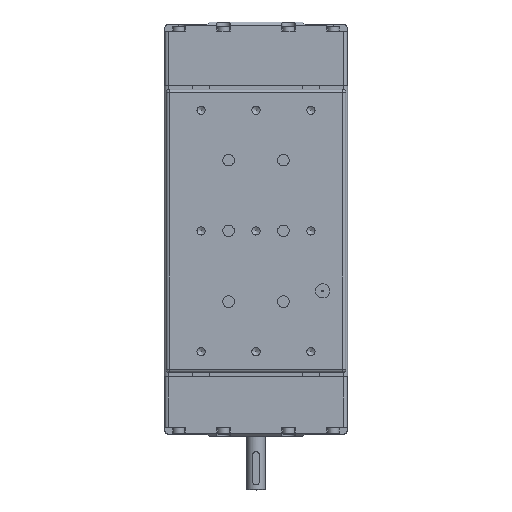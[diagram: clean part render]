
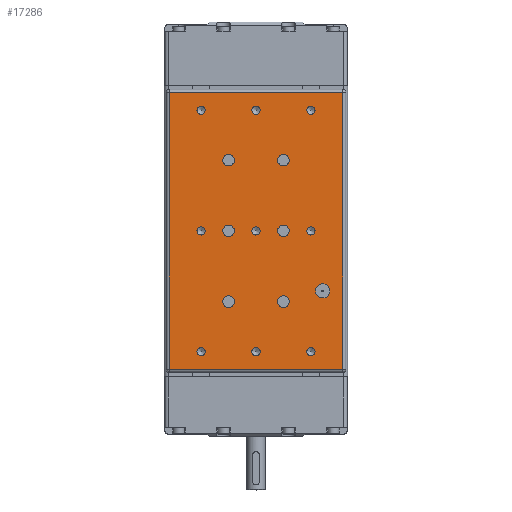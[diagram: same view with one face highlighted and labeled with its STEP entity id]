
A CAD part, top view. The second image highlights one B-rep face of the part: STEP entity #17286.
In plain terms, the highlighted face is planar.
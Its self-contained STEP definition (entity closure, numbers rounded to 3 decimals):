
#15793=CARTESIAN_POINT('',(-35.75,40.5,51.5));
#15794=VERTEX_POINT('',#15793);
#15795=CARTESIAN_POINT('',(-40.,40.5,51.5));
#15796=DIRECTION('',(0.0,-1.0,0.0));
#15797=DIRECTION('',(-1.0,0.0,0.0));
#15798=AXIS2_PLACEMENT_3D('',#15795,#15796,#15797);
#15799=CIRCLE('',#15798,4.25);
#15800=EDGE_CURVE('',#15794,#15794,#15799,.T.);
#16277=CARTESIAN_POINT('',(20.,40.5,130.));
#16278=VERTEX_POINT('',#16277);
#16279=CARTESIAN_POINT('',(16.5,40.5,130.));
#16280=DIRECTION('',(0.0,-1.0,0.0));
#16281=DIRECTION('',(-1.0,0.0,0.0));
#16282=AXIS2_PLACEMENT_3D('',#16279,#16280,#16281);
#16283=CIRCLE('',#16282,3.5);
#16284=EDGE_CURVE('',#16278,#16278,#16283,.T.);
#16314=CARTESIAN_POINT('',(-13.,40.5,130.));
#16315=VERTEX_POINT('',#16314);
#16316=CARTESIAN_POINT('',(-16.5,40.5,130.));
#16317=DIRECTION('',(0.0,-1.0,0.0));
#16318=DIRECTION('',(-1.0,0.0,0.0));
#16319=AXIS2_PLACEMENT_3D('',#16316,#16317,#16318);
#16320=CIRCLE('',#16319,3.5);
#16321=EDGE_CURVE('',#16315,#16315,#16320,.T.);
#16351=CARTESIAN_POINT('',(20.,40.5,87.5));
#16352=VERTEX_POINT('',#16351);
#16353=CARTESIAN_POINT('',(16.5,40.5,87.5));
#16354=DIRECTION('',(0.0,-1.0,0.0));
#16355=DIRECTION('',(-1.0,0.0,0.0));
#16356=AXIS2_PLACEMENT_3D('',#16353,#16354,#16355);
#16357=CIRCLE('',#16356,3.5);
#16358=EDGE_CURVE('',#16352,#16352,#16357,.T.);
#16388=CARTESIAN_POINT('',(-13.,40.5,87.5));
#16389=VERTEX_POINT('',#16388);
#16390=CARTESIAN_POINT('',(-16.5,40.5,87.5));
#16391=DIRECTION('',(0.0,-1.0,0.0));
#16392=DIRECTION('',(-1.0,0.0,0.0));
#16393=AXIS2_PLACEMENT_3D('',#16390,#16391,#16392);
#16394=CIRCLE('',#16393,3.5);
#16395=EDGE_CURVE('',#16389,#16389,#16394,.T.);
#16425=CARTESIAN_POINT('',(20.0,40.5,45.));
#16426=VERTEX_POINT('',#16425);
#16427=CARTESIAN_POINT('',(16.5,40.5,45.));
#16428=DIRECTION('',(0.0,-1.0,0.0));
#16429=DIRECTION('',(-1.0,0.0,0.0));
#16430=AXIS2_PLACEMENT_3D('',#16427,#16428,#16429);
#16431=CIRCLE('',#16430,3.5);
#16432=EDGE_CURVE('',#16426,#16426,#16431,.T.);
#16462=CARTESIAN_POINT('',(-13.0,40.5,45.));
#16463=VERTEX_POINT('',#16462);
#16464=CARTESIAN_POINT('',(-16.5,40.5,45.));
#16465=DIRECTION('',(0.0,-1.0,0.0));
#16466=DIRECTION('',(-1.0,0.0,0.0));
#16467=AXIS2_PLACEMENT_3D('',#16464,#16465,#16466);
#16468=CIRCLE('',#16467,3.5);
#16469=EDGE_CURVE('',#16463,#16463,#16468,.T.);
#16505=CARTESIAN_POINT('',(35.459,40.5,160.));
#16506=VERTEX_POINT('',#16505);
#16507=CARTESIAN_POINT('',(33.0,40.5,160.));
#16508=DIRECTION('',(0.0,-1.0,0.0));
#16509=DIRECTION('',(1.0,0.0,0.0));
#16510=AXIS2_PLACEMENT_3D('',#16507,#16508,#16509);
#16511=CIRCLE('',#16510,2.459);
#16512=EDGE_CURVE('',#16506,#16506,#16511,.T.);
#16542=CARTESIAN_POINT('',(2.458,40.5,160.));
#16543=VERTEX_POINT('',#16542);
#16544=CARTESIAN_POINT('',(0.,40.5,160.));
#16545=DIRECTION('',(0.0,-1.0,0.0));
#16546=DIRECTION('',(1.0,0.0,0.0));
#16547=AXIS2_PLACEMENT_3D('',#16544,#16545,#16546);
#16548=CIRCLE('',#16547,2.459);
#16549=EDGE_CURVE('',#16543,#16543,#16548,.T.);
#16579=CARTESIAN_POINT('',(-30.542,40.5,160.));
#16580=VERTEX_POINT('',#16579);
#16581=CARTESIAN_POINT('',(-33.,40.5,160.));
#16582=DIRECTION('',(0.0,-1.0,0.0));
#16583=DIRECTION('',(1.0,0.0,0.0));
#16584=AXIS2_PLACEMENT_3D('',#16581,#16582,#16583);
#16585=CIRCLE('',#16584,2.459);
#16586=EDGE_CURVE('',#16580,#16580,#16585,.T.);
#16616=CARTESIAN_POINT('',(35.458,40.5,87.5));
#16617=VERTEX_POINT('',#16616);
#16618=CARTESIAN_POINT('',(33.,40.5,87.5));
#16619=DIRECTION('',(0.0,-1.0,0.0));
#16620=DIRECTION('',(1.0,0.0,0.0));
#16621=AXIS2_PLACEMENT_3D('',#16618,#16619,#16620);
#16622=CIRCLE('',#16621,2.459);
#16623=EDGE_CURVE('',#16617,#16617,#16622,.T.);
#16653=CARTESIAN_POINT('',(2.458,40.5,87.5));
#16654=VERTEX_POINT('',#16653);
#16655=CARTESIAN_POINT('',(0.,40.5,87.5));
#16656=DIRECTION('',(0.0,-1.0,0.0));
#16657=DIRECTION('',(1.0,0.0,0.0));
#16658=AXIS2_PLACEMENT_3D('',#16655,#16656,#16657);
#16659=CIRCLE('',#16658,2.459);
#16660=EDGE_CURVE('',#16654,#16654,#16659,.T.);
#16690=CARTESIAN_POINT('',(-30.542,40.5,87.5));
#16691=VERTEX_POINT('',#16690);
#16692=CARTESIAN_POINT('',(-33.,40.5,87.5));
#16693=DIRECTION('',(0.0,-1.0,0.0));
#16694=DIRECTION('',(1.0,0.0,0.0));
#16695=AXIS2_PLACEMENT_3D('',#16692,#16693,#16694);
#16696=CIRCLE('',#16695,2.459);
#16697=EDGE_CURVE('',#16691,#16691,#16696,.T.);
#16727=CARTESIAN_POINT('',(35.458,40.5,15.));
#16728=VERTEX_POINT('',#16727);
#16729=CARTESIAN_POINT('',(33.,40.5,15.));
#16730=DIRECTION('',(0.0,-1.0,0.0));
#16731=DIRECTION('',(1.0,0.0,0.0));
#16732=AXIS2_PLACEMENT_3D('',#16729,#16730,#16731);
#16733=CIRCLE('',#16732,2.459);
#16734=EDGE_CURVE('',#16728,#16728,#16733,.T.);
#16764=CARTESIAN_POINT('',(2.458,40.5,15.));
#16765=VERTEX_POINT('',#16764);
#16766=CARTESIAN_POINT('',(0.,40.5,15.));
#16767=DIRECTION('',(0.0,-1.0,0.0));
#16768=DIRECTION('',(1.0,0.0,0.0));
#16769=AXIS2_PLACEMENT_3D('',#16766,#16767,#16768);
#16770=CIRCLE('',#16769,2.459);
#16771=EDGE_CURVE('',#16765,#16765,#16770,.T.);
#16801=CARTESIAN_POINT('',(-30.542,40.5,15.));
#16802=VERTEX_POINT('',#16801);
#16803=CARTESIAN_POINT('',(-33.,40.5,15.));
#16804=DIRECTION('',(0.0,-1.0,0.0));
#16805=DIRECTION('',(1.0,0.0,0.0));
#16806=AXIS2_PLACEMENT_3D('',#16803,#16804,#16805);
#16807=CIRCLE('',#16806,2.459);
#16808=EDGE_CURVE('',#16802,#16802,#16807,.T.);
#16823=CARTESIAN_POINT('',(-52.,40.5,170.5));
#16824=VERTEX_POINT('',#16823);
#16890=CARTESIAN_POINT('',(-52.,40.5,4.5));
#16891=VERTEX_POINT('',#16890);
#16963=CARTESIAN_POINT('',(-52.,40.5,170.5));
#16964=DIRECTION('',(0.0,0.0,-1.0));
#16965=VECTOR('',#16964,166.);
#16966=LINE('',#16963,#16965);
#16967=EDGE_CURVE('',#16824,#16891,#16966,.T.);
#16979=CARTESIAN_POINT('',(52.0,40.5,170.5));
#16980=VERTEX_POINT('',#16979);
#17046=CARTESIAN_POINT('',(52.,40.5,4.5));
#17047=VERTEX_POINT('',#17046);
#17119=CARTESIAN_POINT('',(-52.,40.5,4.5));
#17120=DIRECTION('',(1.0,0.0,0.0));
#17121=VECTOR('',#17120,104.);
#17122=LINE('',#17119,#17121);
#17123=EDGE_CURVE('',#16891,#17047,#17122,.T.);
#17141=CARTESIAN_POINT('',(52.,40.5,4.5));
#17142=DIRECTION('',(0.0,0.0,1.0));
#17143=VECTOR('',#17142,166.0);
#17144=LINE('',#17141,#17143);
#17145=EDGE_CURVE('',#17047,#16980,#17144,.T.);
#17163=CARTESIAN_POINT('',(52.,40.5,170.5));
#17164=DIRECTION('',(-1.0,0.0,0.0));
#17165=VECTOR('',#17164,104.);
#17166=LINE('',#17163,#17165);
#17167=EDGE_CURVE('',#16980,#16824,#17166,.T.);
#17227=CARTESIAN_POINT('',(0.,40.5,130.));
#17228=DIRECTION('',(0.0,1.0,0.0));
#17229=DIRECTION('',(0.0,0.0,1.0));
#17230=AXIS2_PLACEMENT_3D('',#17227,#17228,#17229);
#17231=PLANE('',#17230);
#17232=ORIENTED_EDGE('',*,*,#16967,.F.);
#17233=ORIENTED_EDGE('',*,*,#17167,.F.);
#17234=ORIENTED_EDGE('',*,*,#17145,.F.);
#17235=ORIENTED_EDGE('',*,*,#17123,.F.);
#17236=EDGE_LOOP('',(#17232,#17233,#17234,#17235));
#17237=FACE_OUTER_BOUND('',#17236,.T.);
#17238=ORIENTED_EDGE('',*,*,#15800,.T.);
#17239=EDGE_LOOP('',(#17238));
#17240=FACE_BOUND('',#17239,.T.);
#17241=ORIENTED_EDGE('',*,*,#16284,.T.);
#17242=EDGE_LOOP('',(#17241));
#17243=FACE_BOUND('',#17242,.T.);
#17244=ORIENTED_EDGE('',*,*,#16321,.T.);
#17245=EDGE_LOOP('',(#17244));
#17246=FACE_BOUND('',#17245,.T.);
#17247=ORIENTED_EDGE('',*,*,#16358,.T.);
#17248=EDGE_LOOP('',(#17247));
#17249=FACE_BOUND('',#17248,.T.);
#17250=ORIENTED_EDGE('',*,*,#16395,.T.);
#17251=EDGE_LOOP('',(#17250));
#17252=FACE_BOUND('',#17251,.T.);
#17253=ORIENTED_EDGE('',*,*,#16432,.T.);
#17254=EDGE_LOOP('',(#17253));
#17255=FACE_BOUND('',#17254,.T.);
#17256=ORIENTED_EDGE('',*,*,#16469,.T.);
#17257=EDGE_LOOP('',(#17256));
#17258=FACE_BOUND('',#17257,.T.);
#17259=ORIENTED_EDGE('',*,*,#16512,.T.);
#17260=EDGE_LOOP('',(#17259));
#17261=FACE_BOUND('',#17260,.T.);
#17262=ORIENTED_EDGE('',*,*,#16549,.T.);
#17263=EDGE_LOOP('',(#17262));
#17264=FACE_BOUND('',#17263,.T.);
#17265=ORIENTED_EDGE('',*,*,#16586,.T.);
#17266=EDGE_LOOP('',(#17265));
#17267=FACE_BOUND('',#17266,.T.);
#17268=ORIENTED_EDGE('',*,*,#16623,.T.);
#17269=EDGE_LOOP('',(#17268));
#17270=FACE_BOUND('',#17269,.T.);
#17271=ORIENTED_EDGE('',*,*,#16660,.T.);
#17272=EDGE_LOOP('',(#17271));
#17273=FACE_BOUND('',#17272,.T.);
#17274=ORIENTED_EDGE('',*,*,#16697,.T.);
#17275=EDGE_LOOP('',(#17274));
#17276=FACE_BOUND('',#17275,.T.);
#17277=ORIENTED_EDGE('',*,*,#16734,.T.);
#17278=EDGE_LOOP('',(#17277));
#17279=FACE_BOUND('',#17278,.T.);
#17280=ORIENTED_EDGE('',*,*,#16771,.T.);
#17281=EDGE_LOOP('',(#17280));
#17282=FACE_BOUND('',#17281,.T.);
#17283=ORIENTED_EDGE('',*,*,#16808,.T.);
#17284=EDGE_LOOP('',(#17283));
#17285=FACE_BOUND('',#17284,.T.);
#17286=ADVANCED_FACE('',(#17237,#17240,#17243,#17246,#17249,#17252,#17255,#17258,#17261,#17264,#17267,#17270,#17273,#17276,#17279,#17282,#17285),#17231,.T.);
